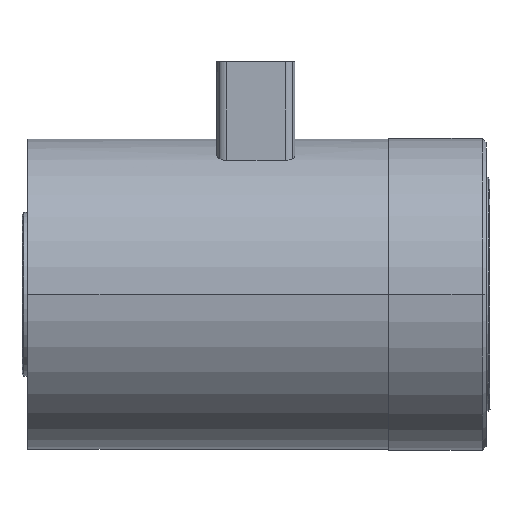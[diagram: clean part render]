
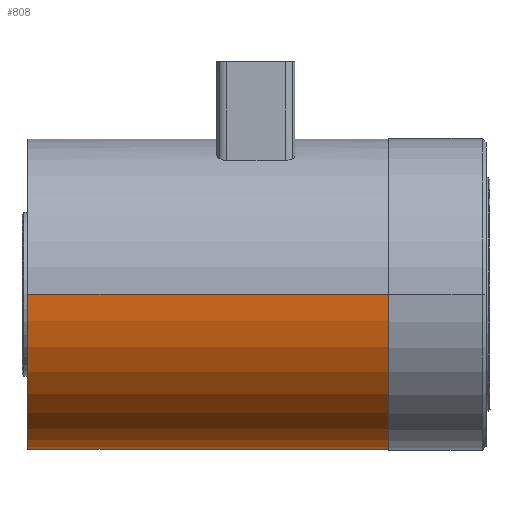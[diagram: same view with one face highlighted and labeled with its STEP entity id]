
A CAD part, left-side view. The second image highlights one B-rep face of the part: STEP entity #808.
In plain terms, the highlighted cylindrical face has radius 39.75 mm (diameter 79.5 mm), a partial arc.
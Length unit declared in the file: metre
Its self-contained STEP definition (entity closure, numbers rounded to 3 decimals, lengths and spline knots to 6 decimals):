
#808=ADVANCED_FACE('',(#1700),#1701,.T.);
#1700=FACE_OUTER_BOUND('',#2800,.T.);
#1701=CYLINDRICAL_SURFACE('',#2801,0.03975);
#2800=EDGE_LOOP('',(#5347,#5348,#5349,#5350));
#2801=AXIS2_PLACEMENT_3D('',#5351,#5352,#5353);
#5347=ORIENTED_EDGE('',*,*,#6378,.F.);
#5348=ORIENTED_EDGE('',*,*,#6194,.F.);
#5349=ORIENTED_EDGE('',*,*,#6380,.F.);
#5350=ORIENTED_EDGE('',*,*,#6524,.F.);
#5351=CARTESIAN_POINT('',(-0.000004,0.1084,0.001009));
#5352=DIRECTION('',(0.,-1.0,0.));
#5353=DIRECTION('',(1.0,0.,0.));
#6194=EDGE_CURVE('1:5731',#7485,#7486,#7487,.T.);
#6378=EDGE_CURVE('',#7486,#7768,#7769,.T.);
#6380=EDGE_CURVE('',#7770,#7485,#7772,.T.);
#6524=EDGE_CURVE('',#7768,#7770,#7983,.F.);
#7485=VERTEX_POINT('',#9466);
#7486=VERTEX_POINT('',#9467);
#7487=CIRCLE('',#9468,0.03975);
#7768=VERTEX_POINT('',#9960);
#7769=LINE('',#9961,#9962);
#7770=VERTEX_POINT('',#9963);
#7772=LINE('',#9965,#9966);
#7983=CIRCLE('',#10405,0.03975);
#9466=CARTESIAN_POINT('',(-0.039754,0.0267,0.001009));
#9467=CARTESIAN_POINT('',(0.039746,0.0267,0.001009));
#9468=AXIS2_PLACEMENT_3D('',#11619,#11620,#11621);
#9960=CARTESIAN_POINT('',(0.039746,0.1192,0.001009));
#9961=CARTESIAN_POINT('',(0.039746,0.1084,0.001009));
#9962=VECTOR('',#11829,1.0);
#9963=CARTESIAN_POINT('',(-0.039754,0.1192,0.001009));
#9965=CARTESIAN_POINT('',(-0.039754,0.1084,0.001009));
#9966=VECTOR('',#11833,1.0);
#10405=AXIS2_PLACEMENT_3D('',#11999,#12000,#12001);
#11619=CARTESIAN_POINT('',(-0.000004,0.0267,0.001009));
#11620=DIRECTION('',(0.,-1.0,0.));
#11621=DIRECTION('',(1.0,0.,0.));
#11829=DIRECTION('',(0.,1.0,0.));
#11833=DIRECTION('',(0.,-1.0,0.));
#11999=CARTESIAN_POINT('',(-0.000004,0.1192,0.001009));
#12000=DIRECTION('',(0.,-1.0,0.));
#12001=DIRECTION('',(1.0,0.,0.));
